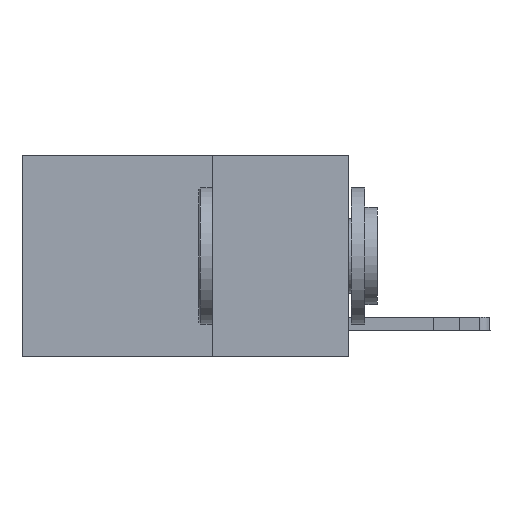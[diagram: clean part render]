
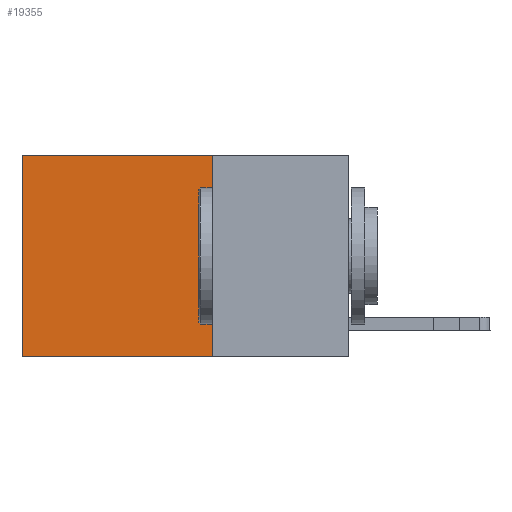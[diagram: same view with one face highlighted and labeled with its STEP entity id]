
A CAD part, left-side view. The second image highlights one B-rep face of the part: STEP entity #19355.
In plain terms, the highlighted planar face has unit normal (-1, 0, 0).
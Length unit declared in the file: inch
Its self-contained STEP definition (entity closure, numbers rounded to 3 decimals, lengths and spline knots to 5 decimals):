
#876 = EDGE_LOOP ( 'NONE', ( #17296, #1064, #7429, #14226 ) ) ;
#1064 = ORIENTED_EDGE ( 'NONE', *, *, #6026, .F. ) ;
#1378 = CARTESIAN_POINT ( 'NONE',  ( 0.2625, 0.6, 0. ) ) ;
#1817 = VECTOR ( 'NONE', #19980, 39.37008 ) ;
#2070 = CARTESIAN_POINT ( 'NONE',  ( 0.2625, 0.25, 0. ) ) ;
#3341 = DIRECTION ( 'NONE',  ( 0., 0., -1. ) ) ;
#3497 = VERTEX_POINT ( 'NONE', #20073 ) ;
#4057 = DIRECTION ( 'NONE',  ( 0., 1., 0. ) ) ;
#5369 = FACE_OUTER_BOUND ( 'NONE', #876, .T. ) ;
#5635 = PLANE ( 'NONE',  #15622 ) ;
#6026 = EDGE_CURVE ( 'NONE', #23253, #3497, #22129, .T. ) ;
#6375 = CARTESIAN_POINT ( 'NONE',  ( 0.2625, 0.25, -0.37 ) ) ;
#6780 = EDGE_CURVE ( 'NONE', #23462, #17889, #14338, .T. ) ;
#7429 = ORIENTED_EDGE ( 'NONE', *, *, #8843, .F. ) ;
#7584 = LINE ( 'NONE', #1378, #1817 ) ;
#8843 = EDGE_CURVE ( 'NONE', #23462, #23253, #11688, .T. ) ;
#8925 = EDGE_CURVE ( 'NONE', #17889, #3497, #7584, .T. ) ;
#11688 = LINE ( 'NONE', #23691, #20370 ) ;
#12085 = CARTESIAN_POINT ( 'NONE',  ( 0.2625, 0.25, -0.37 ) ) ;
#12870 = VECTOR ( 'NONE', #4057, 39.37008 ) ;
#14226 = ORIENTED_EDGE ( 'NONE', *, *, #6780, .T. ) ;
#14338 = LINE ( 'NONE', #2070, #12870 ) ;
#15122 = CARTESIAN_POINT ( 'NONE',  ( 0.2625, 0.25, 0. ) ) ;
#15521 = DIRECTION ( 'NONE',  ( 1., 0., 0. ) ) ;
#15622 = AXIS2_PLACEMENT_3D ( 'NONE', #15122, #15521, #21615 ) ;
#17296 = ORIENTED_EDGE ( 'NONE', *, *, #8925, .T. ) ;
#17889 = VERTEX_POINT ( 'NONE', #21066 ) ;
#19355 = ADVANCED_FACE ( 'NONE', ( #5369 ), #5635, .F. ) ;
#19980 = DIRECTION ( 'NONE',  ( 0., 0., -1. ) ) ;
#20073 = CARTESIAN_POINT ( 'NONE',  ( 0.2625, 0.6, -0.37 ) ) ;
#20132 = DIRECTION ( 'NONE',  ( 0., 1., 0. ) ) ;
#20370 = VECTOR ( 'NONE', #3341, 39.37008 ) ;
#21066 = CARTESIAN_POINT ( 'NONE',  ( 0.2625, 0.6, 0. ) ) ;
#21615 = DIRECTION ( 'NONE',  ( 0., 0., -1. ) ) ;
#22129 = LINE ( 'NONE', #12085, #22135 ) ;
#22135 = VECTOR ( 'NONE', #20132, 39.37008 ) ;
#23253 = VERTEX_POINT ( 'NONE', #6375 ) ;
#23462 = VERTEX_POINT ( 'NONE', #23660 ) ;
#23660 = CARTESIAN_POINT ( 'NONE',  ( 0.2625, 0.25, 0. ) ) ;
#23691 = CARTESIAN_POINT ( 'NONE',  ( 0.2625, 0.25, 0. ) ) ;
